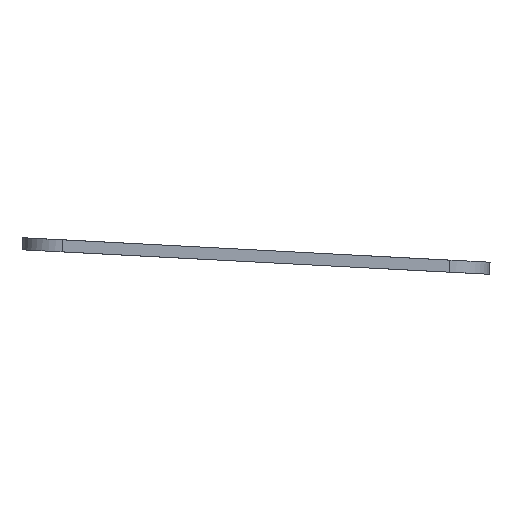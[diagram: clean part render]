
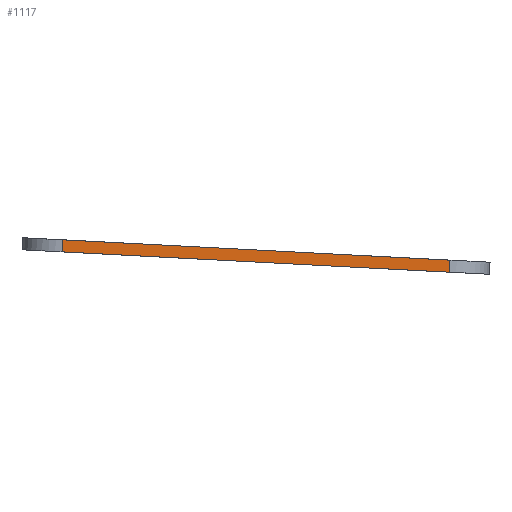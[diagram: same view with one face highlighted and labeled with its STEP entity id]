
A CAD part, left-side view. The second image highlights one B-rep face of the part: STEP entity #1117.
In plain terms, the highlighted planar face has unit normal (-1, 0, 0).
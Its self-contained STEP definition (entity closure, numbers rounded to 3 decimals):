
#59=PLANE('',#1225);
#81=FACE_OUTER_BOUND('',#158,.T.);
#158=EDGE_LOOP('',(#819,#820,#821,#822));
#238=LINE('',#1685,#328);
#253=LINE('',#1781,#343);
#254=LINE('',#1785,#344);
#255=LINE('',#1786,#345);
#328=VECTOR('',#1334,10.);
#343=VECTOR('',#1417,10.);
#344=VECTOR('',#1422,10.);
#345=VECTOR('',#1423,10.);
#492=VERTEX_POINT('',#1682);
#493=VERTEX_POINT('',#1684);
#540=VERTEX_POINT('',#1780);
#541=VERTEX_POINT('',#1784);
#602=EDGE_CURVE('',#493,#492,#238,.T.);
#650=EDGE_CURVE('',#493,#540,#253,.T.);
#652=EDGE_CURVE('',#541,#492,#254,.T.);
#653=EDGE_CURVE('',#540,#541,#255,.T.);
#819=ORIENTED_EDGE('',*,*,#650,.F.);
#820=ORIENTED_EDGE('',*,*,#602,.T.);
#821=ORIENTED_EDGE('',*,*,#652,.F.);
#822=ORIENTED_EDGE('',*,*,#653,.F.);
#1117=ADVANCED_FACE('',(#81),#59,.T.);
#1225=AXIS2_PLACEMENT_3D('',#1783,#1420,#1421);
#1334=DIRECTION('',(0.,-0.999,-0.052));
#1417=DIRECTION('',(0.,-0.052,0.999));
#1420=DIRECTION('center_axis',(-1.,0.,0.));
#1421=DIRECTION('ref_axis',(0.,-0.999,-0.052));
#1422=DIRECTION('',(0.,0.052,-0.999));
#1423=DIRECTION('',(0.,-0.999,-0.052));
#1682=CARTESIAN_POINT('',(-162.909,-49.549,15.615));
#1684=CARTESIAN_POINT('',(-162.909,46.619,20.655));
#1685=CARTESIAN_POINT('',(-162.909,27.071,19.631));
#1780=CARTESIAN_POINT('',(-162.909,46.462,23.651));
#1781=CARTESIAN_POINT('',(-162.909,46.624,20.555));
#1783=CARTESIAN_POINT('Origin',(-162.909,55.612,21.026));
#1784=CARTESIAN_POINT('',(-162.909,-49.706,18.611));
#1785=CARTESIAN_POINT('',(-162.909,-49.544,15.516));
#1786=CARTESIAN_POINT('',(-162.909,26.914,22.627));
